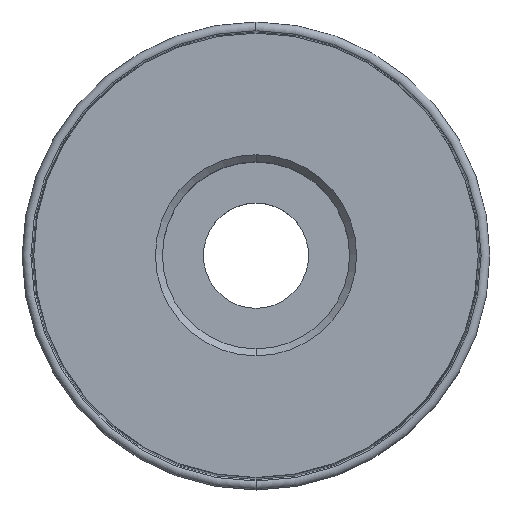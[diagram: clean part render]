
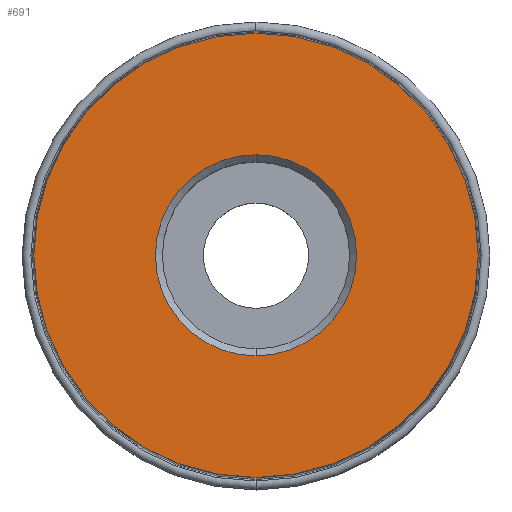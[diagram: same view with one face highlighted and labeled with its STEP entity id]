
A CAD part, top view. The second image highlights one B-rep face of the part: STEP entity #691.
In plain terms, the highlighted planar face has unit normal (0, 0, 1).
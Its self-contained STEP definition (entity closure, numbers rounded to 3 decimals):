
#337=VERTEX_POINT('',#852);
#421=EDGE_CURVE('',#337,#441,#944,.T.);
#423=VERTEX_POINT('',#946);
#441=VERTEX_POINT('',#966);
#483=EDGE_CURVE('',#441,#337,#1010,.T.);
#525=EDGE_CURVE('',#423,#683,#1057,.T.);
#589=EDGE_CURVE('',#683,#423,#1126,.T.);
#683=VERTEX_POINT('',#1231);
#691=ADVANCED_FACE('',(#1240,#1241),#1242,.T.);
#852=CARTESIAN_POINT('',(0.,-8.6,0.0));
#944=CIRCLE('',#1656,8.6);
#946=CARTESIAN_POINT('',(0.0,19.0,0.0));
#966=CARTESIAN_POINT('',(0.0,8.6,0.0));
#1010=CIRCLE('',#1747,8.6);
#1057=CIRCLE('',#1807,19.0);
#1126=CIRCLE('',#2094,19.0);
#1231=CARTESIAN_POINT('',(0.,-19.0,0.0));
#1240=FACE_BOUND('',#2274,.T.);
#1241=FACE_OUTER_BOUND('',#2275,.T.);
#1242=PLANE('',#2276);
#1656=AXIS2_PLACEMENT_3D('',#2589,#2590,#2591);
#1747=AXIS2_PLACEMENT_3D('',#2663,#2664,#2665);
#1807=AXIS2_PLACEMENT_3D('',#2743,#2744,#2745);
#2094=AXIS2_PLACEMENT_3D('',#2809,#2810,#2811);
#2274=EDGE_LOOP('',(#2963,#2964));
#2275=EDGE_LOOP('',(#2965,#2966));
#2276=AXIS2_PLACEMENT_3D('',#2967,#2968,#2969);
#2589=CARTESIAN_POINT('',(0.0,0.0,0.0));
#2590=DIRECTION('',(-0.0,0.0,-1.0));
#2591=DIRECTION('',(0.0,1.0,0.0));
#2663=CARTESIAN_POINT('',(0.0,0.0,0.0));
#2664=DIRECTION('',(-0.0,0.0,-1.0));
#2665=DIRECTION('',(0.0,1.0,0.0));
#2743=CARTESIAN_POINT('',(0.0,0.0,0.0));
#2744=DIRECTION('',(0.0,0.0,-1.0));
#2745=DIRECTION('',(0.0,1.0,0.0));
#2809=CARTESIAN_POINT('',(0.0,0.0,0.0));
#2810=DIRECTION('',(0.0,0.0,-1.0));
#2811=DIRECTION('',(0.0,1.0,0.0));
#2963=ORIENTED_EDGE('',*,*,#483,.T.);
#2964=ORIENTED_EDGE('',*,*,#421,.T.);
#2965=ORIENTED_EDGE('',*,*,#525,.F.);
#2966=ORIENTED_EDGE('',*,*,#589,.F.);
#2967=CARTESIAN_POINT('',(0.0,9.5,0.0));
#2968=DIRECTION('',(-0.0,0.0,1.0));
#2969=DIRECTION('',(0.0,-1.0,0.0));
